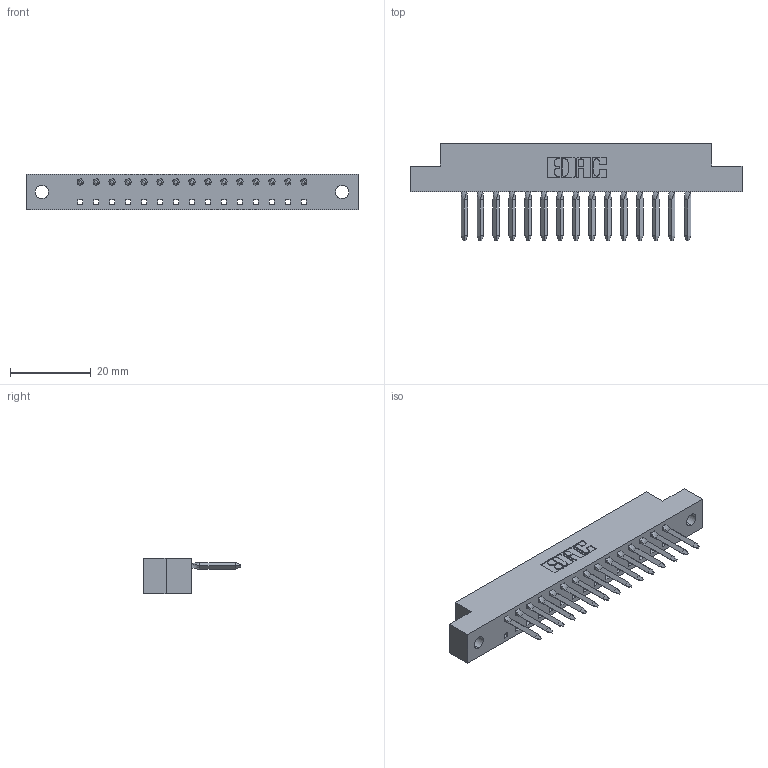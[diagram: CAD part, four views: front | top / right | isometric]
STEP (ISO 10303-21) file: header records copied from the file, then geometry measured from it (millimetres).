
FILE_DESCRIPTION (( 'STEP AP203' ), '1' );
FILE_NAME ('338-015-540-102.STEP', '2020-03-24T17:00:13', ( '' ), ( '' ), 'SwSTEP 2.0', 'SolidWorks 2016', '' );
FILE_SCHEMA (( 'CONFIG_CONTROL_DESIGN' ));
Length unit declared in the file: inch
Products named in the file (3): 338-015-540-102; 338-290-001_540; 338-210-001_338-210-015-002
Assembly tree (16 placements, depth 2):
  338-015-540-102
    338-210-001_338-210-015-002
    338-290-001_540  x15
Bounding box: 82.45 x 24.21 x 8.71 mm (x, y, z)
Volume: 5582.2 mm3; surface area: 8192.1 mm2
Topology: 16 solids, 16 shells, 1489 faces, 4106 edges, 2626 vertices
Faces by surface type: plane 1025, cylinder 404, bspline 60
Entity records: 31636 total; most frequent: CARTESIAN_POINT 6409, ORIENTED_EDGE 5328, DIRECTION 4957, EDGE_CURVE 2664, VECTOR 1953, LINE 1953, VERTEX_POINT 1730, AXIS2_PLACEMENT_3D 1502
